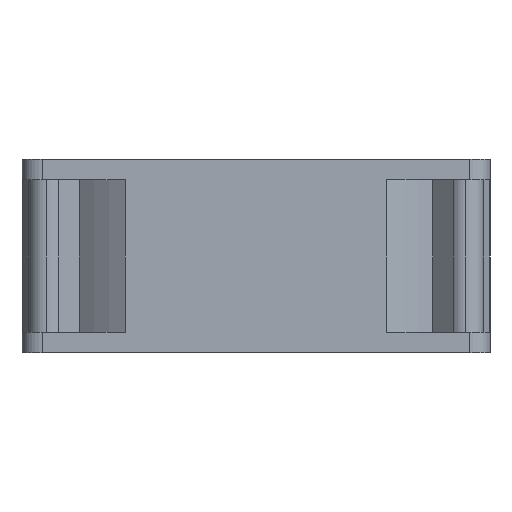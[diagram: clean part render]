
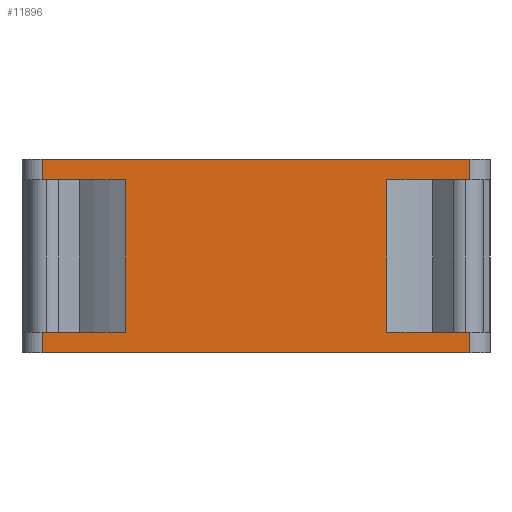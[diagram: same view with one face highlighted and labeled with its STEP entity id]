
A CAD part, left-side view. The second image highlights one B-rep face of the part: STEP entity #11896.
In plain terms, the highlighted planar face has unit normal (-1, 0, 0).
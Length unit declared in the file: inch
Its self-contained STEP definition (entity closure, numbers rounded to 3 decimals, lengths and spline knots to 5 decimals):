
#119 = VERTEX_POINT ( 'NONE', #14976 ) ;
#244 = VERTEX_POINT ( 'NONE', #11324 ) ;
#290 = DIRECTION ( 'NONE',  ( -1., 0., 0. ) ) ;
#309 = VERTEX_POINT ( 'NONE', #20061 ) ;
#441 = DIRECTION ( 'NONE',  ( 0., -1., 0. ) ) ;
#661 = LINE ( 'NONE', #8053, #21402 ) ;
#1430 = DIRECTION ( 'NONE',  ( 0., -1., 0. ) ) ;
#1666 = CARTESIAN_POINT ( 'NONE',  ( -5.51181, 1.65354, 0. ) ) ;
#1718 = EDGE_LOOP ( 'NONE', ( #15665, #32114, #29220, #27838, #25832, #12704, #25485, #9488, #23250, #14319, #29526, #9090 ) ) ;
#1813 = EDGE_CURVE ( 'NONE', #4272, #10191, #27784, .T. ) ;
#1965 = AXIS2_PLACEMENT_3D ( 'NONE', #10146, #290, #12723 ) ;
#2200 = EDGE_CURVE ( 'NONE', #25247, #29377, #26998, .T. ) ;
#2700 = CARTESIAN_POINT ( 'NONE',  ( -5.51181, -1.65354, 0. ) ) ;
#3170 = LINE ( 'NONE', #27747, #7217 ) ;
#3236 = CARTESIAN_POINT ( 'NONE',  ( -5.51181, 1.65354, 0. ) ) ;
#3268 = CARTESIAN_POINT ( 'NONE',  ( -5.51181, 1.01242, 0. ) ) ;
#4272 = VERTEX_POINT ( 'NONE', #14355 ) ;
#5214 = EDGE_CURVE ( 'NONE', #27772, #4272, #21944, .T. ) ;
#5366 = CARTESIAN_POINT ( 'NONE',  ( -5.51181, 1.65354, 1.33858 ) ) ;
#6604 = LINE ( 'NONE', #19810, #30748 ) ;
#6781 = VECTOR ( 'NONE', #11827, 39.37008 ) ;
#7217 = VECTOR ( 'NONE', #10719, 39.37008 ) ;
#7220 = VERTEX_POINT ( 'NONE', #14148 ) ;
#7804 = VECTOR ( 'NONE', #1430, 39.37008 ) ;
#8053 = CARTESIAN_POINT ( 'NONE',  ( -5.51181, 1.65354, 0.15748 ) ) ;
#9090 = ORIENTED_EDGE ( 'NONE', *, *, #29845, .T. ) ;
#9385 = CARTESIAN_POINT ( 'NONE',  ( -5.51181, -1.01242, 0. ) ) ;
#9488 = ORIENTED_EDGE ( 'NONE', *, *, #1813, .T. ) ;
#9556 = LINE ( 'NONE', #1666, #6781 ) ;
#9577 = CARTESIAN_POINT ( 'NONE',  ( -5.51181, 1.65354, 0. ) ) ;
#10103 = EDGE_CURVE ( 'NONE', #12893, #25247, #11543, .T. ) ;
#10146 = CARTESIAN_POINT ( 'NONE',  ( -5.51181, 1.65354, 0. ) ) ;
#10191 = VERTEX_POINT ( 'NONE', #21939 ) ;
#10514 = DIRECTION ( 'NONE',  ( 0., 1., 0. ) ) ;
#10719 = DIRECTION ( 'NONE',  ( 0., -1., 0. ) ) ;
#11324 = CARTESIAN_POINT ( 'NONE',  ( -5.51181, 1.65354, 1.33858 ) ) ;
#11398 = EDGE_CURVE ( 'NONE', #29377, #27772, #6604, .T. ) ;
#11543 = LINE ( 'NONE', #21497, #12902 ) ;
#11827 = DIRECTION ( 'NONE',  ( 0., 0., -1. ) ) ;
#11896 = ADVANCED_FACE ( 'NONE', ( #17646 ), #30436, .T. ) ;
#12696 = DIRECTION ( 'NONE',  ( 0., 0., -1. ) ) ;
#12704 = ORIENTED_EDGE ( 'NONE', *, *, #11398, .T. ) ;
#12723 = DIRECTION ( 'NONE',  ( 0., 0., 1. ) ) ;
#12800 = EDGE_CURVE ( 'NONE', #119, #15525, #3170, .T. ) ;
#12893 = VERTEX_POINT ( 'NONE', #9577 ) ;
#12902 = VECTOR ( 'NONE', #17077, 39.37008 ) ;
#13226 = DIRECTION ( 'NONE',  ( 0., 0., -1. ) ) ;
#13420 = DIRECTION ( 'NONE',  ( 0., 0., -1. ) ) ;
#13623 = CARTESIAN_POINT ( 'NONE',  ( -5.51181, -1.01242, 0.15748 ) ) ;
#14148 = CARTESIAN_POINT ( 'NONE',  ( -5.51181, 1.01242, 1.33858 ) ) ;
#14319 = ORIENTED_EDGE ( 'NONE', *, *, #12800, .F. ) ;
#14355 = CARTESIAN_POINT ( 'NONE',  ( -5.51181, -1.01242, 1.33858 ) ) ;
#14976 = CARTESIAN_POINT ( 'NONE',  ( -5.51181, 1.65354, 1.49606 ) ) ;
#15156 = LINE ( 'NONE', #2700, #21369 ) ;
#15346 = LINE ( 'NONE', #3236, #18760 ) ;
#15525 = VERTEX_POINT ( 'NONE', #28777 ) ;
#15665 = ORIENTED_EDGE ( 'NONE', *, *, #24097, .T. ) ;
#16350 = CARTESIAN_POINT ( 'NONE',  ( -5.51181, 1.65354, 1.33858 ) ) ;
#16918 = VECTOR ( 'NONE', #32420, 39.37008 ) ;
#17077 = DIRECTION ( 'NONE',  ( 0., -1., 0. ) ) ;
#17372 = DIRECTION ( 'NONE',  ( 0., 1., 0. ) ) ;
#17646 = FACE_OUTER_BOUND ( 'NONE', #1718, .T. ) ;
#18083 = VECTOR ( 'NONE', #29835, 39.37008 ) ;
#18760 = VECTOR ( 'NONE', #13226, 39.37008 ) ;
#19018 = VECTOR ( 'NONE', #441, 39.37008 ) ;
#19770 = CARTESIAN_POINT ( 'NONE',  ( -5.51181, -1.65354, 0. ) ) ;
#19810 = CARTESIAN_POINT ( 'NONE',  ( -5.51181, 1.65354, 0.15748 ) ) ;
#20061 = CARTESIAN_POINT ( 'NONE',  ( -5.51181, 1.01242, 0.15748 ) ) ;
#20709 = VERTEX_POINT ( 'NONE', #22524 ) ;
#21110 = LINE ( 'NONE', #3268, #27179 ) ;
#21369 = VECTOR ( 'NONE', #12696, 39.37008 ) ;
#21402 = VECTOR ( 'NONE', #10514, 39.37008 ) ;
#21497 = CARTESIAN_POINT ( 'NONE',  ( -5.51181, 1.65354, 0. ) ) ;
#21939 = CARTESIAN_POINT ( 'NONE',  ( -5.51181, -1.65354, 1.33858 ) ) ;
#21944 = LINE ( 'NONE', #9385, #18083 ) ;
#22524 = CARTESIAN_POINT ( 'NONE',  ( -5.51181, 1.65354, 0.15748 ) ) ;
#22620 = EDGE_CURVE ( 'NONE', #309, #20709, #661, .T. ) ;
#23250 = ORIENTED_EDGE ( 'NONE', *, *, #28879, .F. ) ;
#24097 = EDGE_CURVE ( 'NONE', #7220, #309, #21110, .T. ) ;
#25247 = VERTEX_POINT ( 'NONE', #25459 ) ;
#25459 = CARTESIAN_POINT ( 'NONE',  ( -5.51181, -1.65354, 0. ) ) ;
#25485 = ORIENTED_EDGE ( 'NONE', *, *, #5214, .T. ) ;
#25832 = ORIENTED_EDGE ( 'NONE', *, *, #2200, .T. ) ;
#26152 = LINE ( 'NONE', #16350, #7804 ) ;
#26998 = LINE ( 'NONE', #19770, #16918 ) ;
#27179 = VECTOR ( 'NONE', #13420, 39.37008 ) ;
#27747 = CARTESIAN_POINT ( 'NONE',  ( -5.51181, 0., 1.49606 ) ) ;
#27772 = VERTEX_POINT ( 'NONE', #13623 ) ;
#27784 = LINE ( 'NONE', #5366, #19018 ) ;
#27838 = ORIENTED_EDGE ( 'NONE', *, *, #10103, .T. ) ;
#28777 = CARTESIAN_POINT ( 'NONE',  ( -5.51181, -1.65354, 1.49606 ) ) ;
#28879 = EDGE_CURVE ( 'NONE', #15525, #10191, #15156, .T. ) ;
#29220 = ORIENTED_EDGE ( 'NONE', *, *, #29722, .T. ) ;
#29277 = EDGE_CURVE ( 'NONE', #119, #244, #9556, .T. ) ;
#29377 = VERTEX_POINT ( 'NONE', #32308 ) ;
#29526 = ORIENTED_EDGE ( 'NONE', *, *, #29277, .T. ) ;
#29722 = EDGE_CURVE ( 'NONE', #20709, #12893, #15346, .T. ) ;
#29835 = DIRECTION ( 'NONE',  ( 0., 0., 1. ) ) ;
#29845 = EDGE_CURVE ( 'NONE', #244, #7220, #26152, .T. ) ;
#30436 = PLANE ( 'NONE',  #1965 ) ;
#30748 = VECTOR ( 'NONE', #17372, 39.37008 ) ;
#32114 = ORIENTED_EDGE ( 'NONE', *, *, #22620, .T. ) ;
#32308 = CARTESIAN_POINT ( 'NONE',  ( -5.51181, -1.65354, 0.15748 ) ) ;
#32420 = DIRECTION ( 'NONE',  ( 0., 0., 1. ) ) ;
